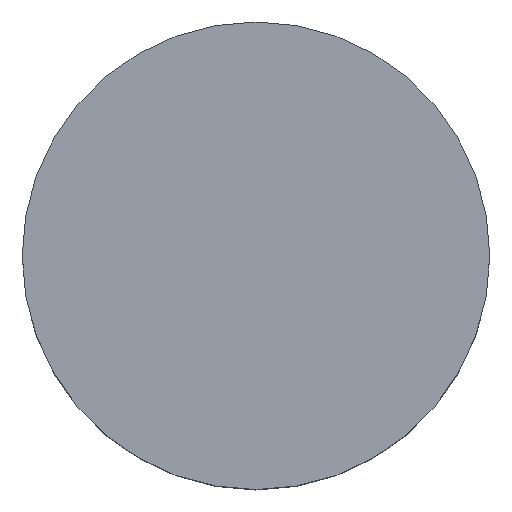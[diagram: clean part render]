
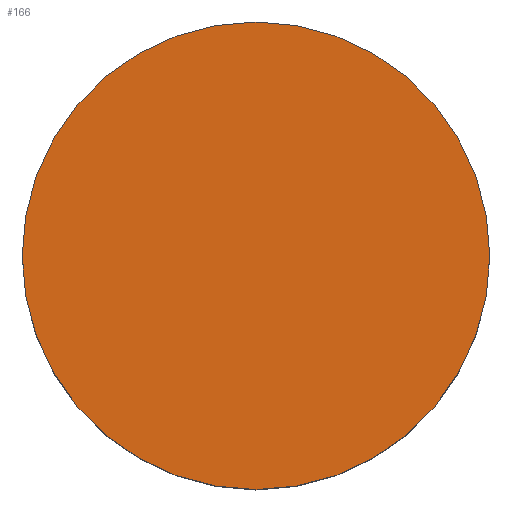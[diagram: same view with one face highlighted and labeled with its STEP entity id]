
A CAD part, top view. The second image highlights one B-rep face of the part: STEP entity #166.
In plain terms, the highlighted planar face has unit normal (0, 0, 1).
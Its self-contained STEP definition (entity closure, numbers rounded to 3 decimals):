
#4 = CARTESIAN_POINT ( 'NONE',  ( 6.35, 0., 3.175 ) ) ;
#6 = CARTESIAN_POINT ( 'NONE',  ( 0., 0., 3.175 ) ) ;
#9 = CARTESIAN_POINT ( 'NONE',  ( 0., 0., 3.175 ) ) ;
#30 = DIRECTION ( 'NONE',  ( 1., 0., 0. ) ) ;
#39 = DIRECTION ( 'NONE',  ( 0., 0., 1. ) ) ;
#57 = FACE_OUTER_BOUND ( 'NONE', #161, .T. ) ;
#60 = DIRECTION ( 'NONE',  ( 0., 0., 1. ) ) ;
#62 = CARTESIAN_POINT ( 'NONE',  ( 0., 0., 3.175 ) ) ;
#63 = DIRECTION ( 'NONE',  ( 0., 0., 1. ) ) ;
#80 = VERTEX_POINT ( 'NONE', #4 ) ;
#86 = EDGE_CURVE ( 'NONE', #80, #151, #155, .T. ) ;
#92 = CIRCLE ( 'NONE', #133, 6.35 ) ;
#113 = DIRECTION ( 'NONE',  ( 1., 0., 0. ) ) ;
#121 = EDGE_CURVE ( 'NONE', #151, #80, #92, .T. ) ;
#126 = ORIENTED_EDGE ( 'NONE', *, *, #121, .T. ) ;
#127 = CARTESIAN_POINT ( 'NONE',  ( -6.35, 0., 3.175 ) ) ;
#130 = PLANE ( 'NONE',  #152 ) ;
#133 = AXIS2_PLACEMENT_3D ( 'NONE', #62, #60, #113 ) ;
#138 = ORIENTED_EDGE ( 'NONE', *, *, #86, .T. ) ;
#151 = VERTEX_POINT ( 'NONE', #127 ) ;
#152 = AXIS2_PLACEMENT_3D ( 'NONE', #9, #39, #171 ) ;
#155 = CIRCLE ( 'NONE', #173, 6.35 ) ;
#161 = EDGE_LOOP ( 'NONE', ( #126, #138 ) ) ;
#166 = ADVANCED_FACE ( 'NONE', ( #57 ), #130, .T. ) ;
#171 = DIRECTION ( 'NONE',  ( 1., 0., 0. ) ) ;
#173 = AXIS2_PLACEMENT_3D ( 'NONE', #6, #63, #30 ) ;
